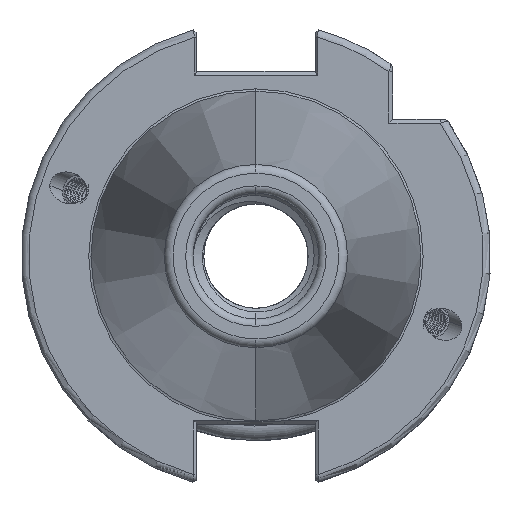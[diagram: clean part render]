
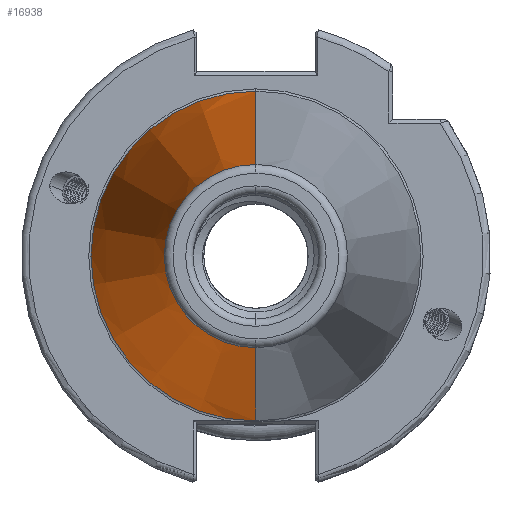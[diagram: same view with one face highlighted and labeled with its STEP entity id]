
A CAD part, left-side view. The second image highlights one B-rep face of the part: STEP entity #16938.
In plain terms, the highlighted conical face has half-angle 8.297 degrees and reference radius 22.692 mm.
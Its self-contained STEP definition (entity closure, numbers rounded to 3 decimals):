
#3373 = ORIENTED_EDGE ( 'NONE', *, *, #31514, .T. ) ;
#3374 = ORIENTED_EDGE ( 'NONE', *, *, #31065, .F. ) ;
#3417 = ORIENTED_EDGE ( 'NONE', *, *, #31595, .T. ) ;
#3425 = ORIENTED_EDGE ( 'NONE', *, *, #31639, .F. ) ;
#4626 = DIRECTION ( 'NONE',  ( 0.99, 0., -0.144 ) ) ;
#4627 = CARTESIAN_POINT ( 'NONE',  ( 0., 0., -22.692 ) ) ;
#7340 = VERTEX_POINT ( 'NONE', #17302 ) ;
#7341 = VERTEX_POINT ( 'NONE', #17324 ) ;
#7418 = VERTEX_POINT ( 'NONE', #17390 ) ;
#7421 = VERTEX_POINT ( 'NONE', #17358 ) ;
#8010 = CIRCLE ( 'NONE', #31327, 12.4 ) ;
#8028 = LINE ( 'NONE', #32666, #8060 ) ;
#8060 = VECTOR ( 'NONE', #32636, 1000. ) ;
#8079 = CIRCLE ( 'NONE', #31360, 22.327 ) ;
#8336 = FACE_OUTER_BOUND ( 'NONE', #13262, .T. ) ;
#8372 = CONICAL_SURFACE ( 'NONE', #31793, 22.692, 0.145 ) ;
#8835 = LINE ( 'NONE', #4627, #8847 ) ;
#8847 = VECTOR ( 'NONE', #4626, 1000. ) ;
#13262 = EDGE_LOOP ( 'NONE', ( #3373, #3417, #3425, #3374 ) ) ;
#16938 = ADVANCED_FACE ( 'NONE', ( #8336 ), #8372, .T. ) ;
#17302 = CARTESIAN_POINT ( 'NONE',  ( -70.573, 0., -12.4 ) ) ;
#17324 = CARTESIAN_POINT ( 'NONE',  ( -70.573, 0., 12.4 ) ) ;
#17358 = CARTESIAN_POINT ( 'NONE',  ( -2.5, 0., -22.327 ) ) ;
#17390 = CARTESIAN_POINT ( 'NONE',  ( -2.5, 0., 22.327 ) ) ;
#28822 = CARTESIAN_POINT ( 'NONE',  ( 0., 0., 0. ) ) ;
#28829 = DIRECTION ( 'NONE',  ( 0., 0., -1. ) ) ;
#28845 = DIRECTION ( 'NONE',  ( 1., 0., 0. ) ) ;
#31065 = EDGE_CURVE ( 'NONE', #7340, #7421, #8835, .T. ) ;
#31327 = AXIS2_PLACEMENT_3D ( 'NONE', #32306, #32309, #32300 ) ;
#31360 = AXIS2_PLACEMENT_3D ( 'NONE', #32909, #32914, #32874 ) ;
#31514 = EDGE_CURVE ( 'NONE', #7340, #7341, #8010, .T. ) ;
#31595 = EDGE_CURVE ( 'NONE', #7341, #7418, #8028, .T. ) ;
#31639 = EDGE_CURVE ( 'NONE', #7421, #7418, #8079, .T. ) ;
#31793 = AXIS2_PLACEMENT_3D ( 'NONE', #28822, #28845, #28829 ) ;
#32300 = DIRECTION ( 'NONE',  ( 0., 0., 1. ) ) ;
#32306 = CARTESIAN_POINT ( 'NONE',  ( -70.573, 0., 0. ) ) ;
#32309 = DIRECTION ( 'NONE',  ( 1., 0., 0. ) ) ;
#32636 = DIRECTION ( 'NONE',  ( 0.99, 0., 0.144 ) ) ;
#32666 = CARTESIAN_POINT ( 'NONE',  ( 0., 0., 22.692 ) ) ;
#32874 = DIRECTION ( 'NONE',  ( 0., 0., -1. ) ) ;
#32909 = CARTESIAN_POINT ( 'NONE',  ( -2.5, 0., 0. ) ) ;
#32914 = DIRECTION ( 'NONE',  ( 1., 0., 0. ) ) ;
